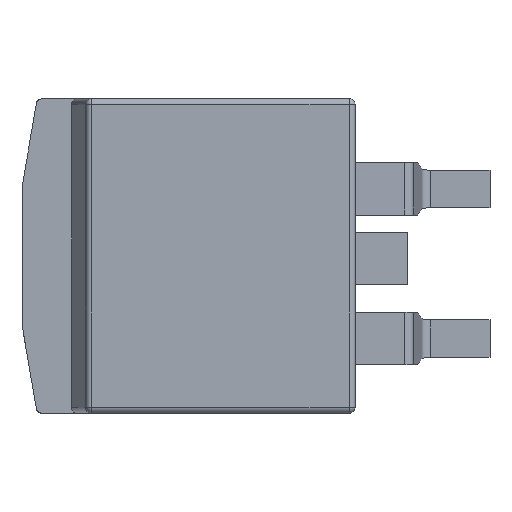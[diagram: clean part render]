
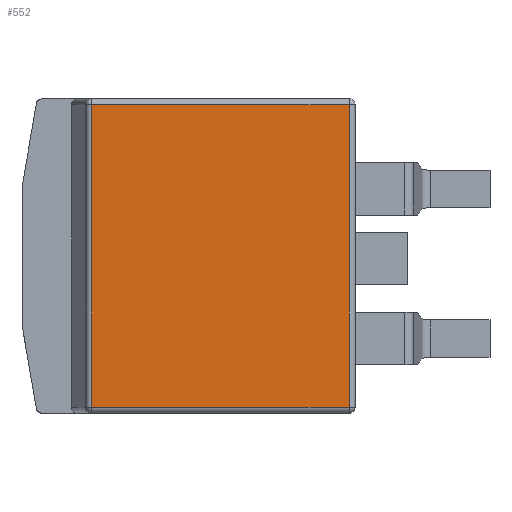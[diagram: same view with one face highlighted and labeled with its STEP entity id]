
A CAD part, top view. The second image highlights one B-rep face of the part: STEP entity #552.
In plain terms, the highlighted planar face has unit normal (0, 0, 1).
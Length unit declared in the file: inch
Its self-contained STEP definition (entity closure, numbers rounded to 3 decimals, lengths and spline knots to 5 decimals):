
#88 = EDGE_CURVE ( 'NONE', #529, #558, #1067, .T. ) ;
#125 = VERTEX_POINT ( 'NONE', #1096 ) ;
#127 = EDGE_CURVE ( 'NONE', #224, #125, #1095, .T. ) ;
#224 = VERTEX_POINT ( 'NONE', #1280 ) ;
#427 = EDGE_CURVE ( 'NONE', #529, #224, #1783, .T. ) ;
#529 = VERTEX_POINT ( 'NONE', #1966 ) ;
#552 = ADVANCED_FACE ( 'NONE', ( #2088 ), #2047, .T. ) ;
#553 = EDGE_LOOP ( 'NONE', ( #554, #555, #556, #559 ) ) ;
#554 = ORIENTED_EDGE ( 'NONE', *, *, #427, .T. ) ;
#555 = ORIENTED_EDGE ( 'NONE', *, *, #127, .T. ) ;
#556 = ORIENTED_EDGE ( 'NONE', *, *, #557, .F. ) ;
#557 = EDGE_CURVE ( 'NONE', #558, #125, #2046, .T. ) ;
#558 = VERTEX_POINT ( 'NONE', #2254 ) ;
#559 = ORIENTED_EDGE ( 'NONE', *, *, #88, .F. ) ;
#1064 = DIRECTION ( 'NONE',  ( 0., -1., 0. ) ) ;
#1065 = VECTOR ( 'NONE', #1064, 39.37008 ) ;
#1066 = CARTESIAN_POINT ( 'NONE',  ( 0.21684, 0.01189, 0.19016 ) ) ;
#1067 = LINE ( 'NONE', #1066, #1065 ) ;
#1092 = DIRECTION ( 'NONE',  ( 0., -1., 0. ) ) ;
#1093 = VECTOR ( 'NONE', #1092, 39.37008 ) ;
#1094 = CARTESIAN_POINT ( 'NONE',  ( -0.12761, 0.01189, 0.19016 ) ) ;
#1095 = LINE ( 'NONE', #1094, #1093 ) ;
#1096 = CARTESIAN_POINT ( 'NONE',  ( -0.12761, -0.19028, 0.19016 ) ) ;
#1280 = CARTESIAN_POINT ( 'NONE',  ( -0.12761, 0.21405, 0.19016 ) ) ;
#1780 = DIRECTION ( 'NONE',  ( -1., 0., 0. ) ) ;
#1781 = VECTOR ( 'NONE', #1780, 39.37008 ) ;
#1782 = CARTESIAN_POINT ( 'NONE',  ( 0.04462, 0.21405, 0.19016 ) ) ;
#1783 = LINE ( 'NONE', #1782, #1781 ) ;
#1966 = CARTESIAN_POINT ( 'NONE',  ( 0.21684, 0.21405, 0.19016 ) ) ;
#2038 = DIRECTION ( 'NONE',  ( -1., 0., 0. ) ) ;
#2039 = VECTOR ( 'NONE', #2038, 39.37008 ) ;
#2040 = CARTESIAN_POINT ( 'NONE',  ( 0.04462, -0.19028, 0.19016 ) ) ;
#2042 = DIRECTION ( 'NONE',  ( 1., 0., 0. ) ) ;
#2043 = DIRECTION ( 'NONE',  ( 0., 0., 1. ) ) ;
#2044 = CARTESIAN_POINT ( 'NONE',  ( -0.12761, -0.19028, 0.19016 ) ) ;
#2045 = AXIS2_PLACEMENT_3D ( 'NONE', #2044, #2043, #2042 ) ;
#2046 = LINE ( 'NONE', #2040, #2039 ) ;
#2047 = PLANE ( 'NONE',  #2045 ) ;
#2088 = FACE_OUTER_BOUND ( 'NONE', #553, .T. ) ;
#2254 = CARTESIAN_POINT ( 'NONE',  ( 0.21684, -0.19028, 0.19016 ) ) ;
